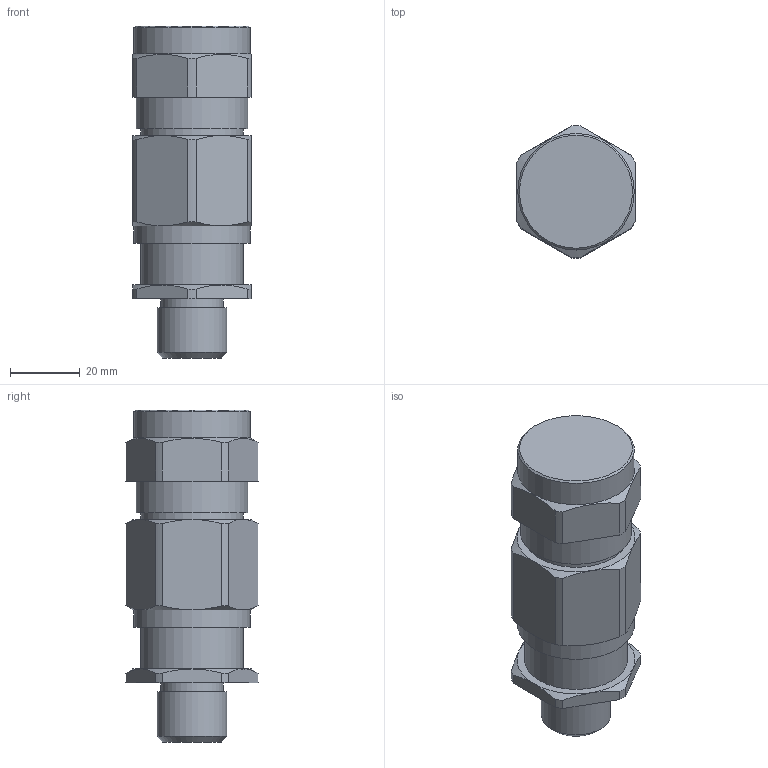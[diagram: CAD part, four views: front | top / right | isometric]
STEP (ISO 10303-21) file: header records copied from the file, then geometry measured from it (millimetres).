
FILE_DESCRIPTION((''),'2;1');
FILE_NAME('KOB12MН.stp','2021-06-11T15:05:44',('v.v.tulinov'),(''),'Autodesk Inventor 2012','Autodesk Inventor 2012','');
FILE_SCHEMA(('AUTOMOTIVE_DESIGN { 1 0 10303 214 1 1 1 1 }'));
Length unit declared in the file: millimetre
Products named in the file (1): KOB12MН_Внешний контур_1
Bounding box: 34 x 38 x 95.5 mm (x, y, z)
Volume: 75561.2 mm3; surface area: 12638.1 mm2
Topology: 1 solids, 1 shells, 74 faces, 172 edges, 108 vertices
Faces by surface type: plane 28, cylinder 25, cone 21
Full cylindrical faces by diameter (mm): 18 x1, 20 x1, 29.4 x1, 29.5 x1, 32 x1, 33.5 x2
Entity records: 2029 total; most frequent: CARTESIAN_POINT 425, DIRECTION 338, ORIENTED_EDGE 320, EDGE_CURVE 160, AXIS2_PLACEMENT_3D 145, VERTEX_POINT 106, EDGE_LOOP 92, FACE_OUTER_BOUND 74
